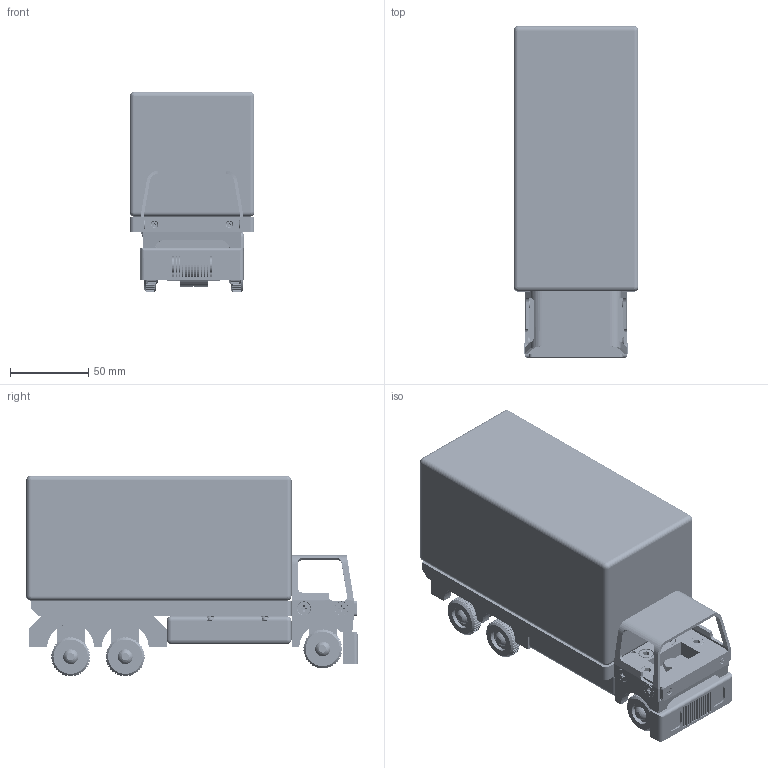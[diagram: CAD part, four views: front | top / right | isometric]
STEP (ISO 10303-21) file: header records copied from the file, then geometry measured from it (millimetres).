
FILE_DESCRIPTION(/* description */ ('Unknown'),/* implementation_level */ '2;1');
FILE_NAME(/* name */ 'Assembly-Caminhão',/* time_stamp */ '2024-12-01T20:54:53-03:00',/* author */ ('Unknown'),/* organization */ ('Unknown'),/* preprocessor_version */ 'ST-DEVELOPER v18.1',/* originating_system */ 'Solid Edge',/* authorisation */ 'Unknown');
FILE_SCHEMA (('AUTOMOTIVE_DESIGN {1 0 10303 214 3 1 1}'));
Length unit declared in the file: millimetre
Products named in the file (21): Assembly-Caminhão; Cabine Completa; chassi traseiro; Roda; chassi dianteiro; carroceria bau; para-choque; Placa frontal; para lama dianteiro; parafuso 2.3; parafuso 3.3; mancal do eixo diateiro; PeçaEixoDianteiro; Para-Lama Traseiro; mancal do eixo traseiro; tanque; eixo traseiro; parafuso 1.2; parafuso 3.2; parafuso 3.1; Parafuso 2.2
Assembly tree (44 placements, depth 2):
  Assembly-Caminhão
    Cabine Completa
    chassi traseiro
    Roda  x6
    chassi dianteiro
    carroceria bau
    para-choque
    Placa frontal
    para lama dianteiro
    parafuso 2.3
    parafuso 3.3  x2
    mancal do eixo diateiro
    PeçaEixoDianteiro
    Para-Lama Traseiro
    mancal do eixo traseiro  x2
    tanque
    eixo traseiro  x2
    parafuso 1.2  x6
    parafuso 3.2  x4
    parafuso 3.1  x2
    Parafuso 2.2  x8
Bounding box: 80 x 212.5 x 128.49 mm (x, y, z)
Volume: 1433191.5 mm3; surface area: 191386.3 mm2
Topology: 44 solids, 44 shells, 1600 faces, 4063 edges, 2596 vertices
Faces by surface type: cylinder 769, plane 614, bspline 98, cone 64, torus 33, sphere 22
Full cylindrical faces by diameter (mm): 0.7 x2, 1.6 x2, 1.7 x4, 2.5 x2, 2.6 x2, 3.3 x9, 3.8 x2, 4 x8, 4.2 x4, 4.5 x8, 5 x9, 6 x9, 6.1 x6, 7 x1, 8.4 x4, 9 x16, 9.5 x6, 10 x9, 11.3 x2, 14 x6
Entity records: 34913 total; most frequent: CARTESIAN_POINT 18341, DIRECTION 3215, ORIENTED_EDGE 3180, EDGE_CURVE 1590, AXIS2_PLACEMENT_3D 1180, VERTEX_POINT 1083, FACE_BOUND 939, EDGE_LOOP 928
